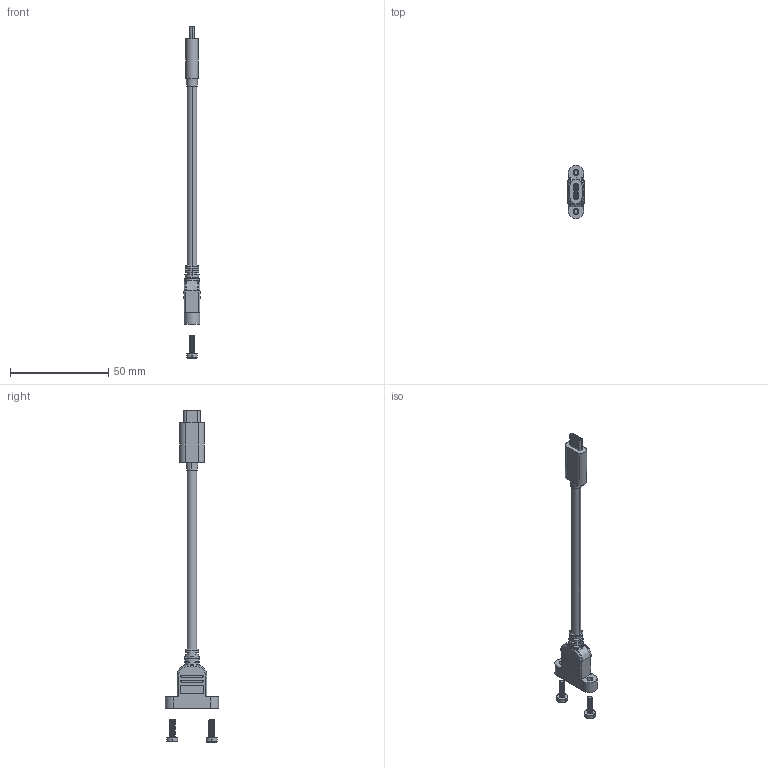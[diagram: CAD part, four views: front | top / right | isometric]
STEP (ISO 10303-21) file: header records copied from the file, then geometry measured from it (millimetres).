
FILE_DESCRIPTION (( 'STEP AP214' ), '1' );
FILE_NAME ('U3A00056.STEP', '2017-10-02T14:58:14', ( '' ), ( '' ), 'SwSTEP 2.0', 'SolidWorks 2014', '' );
FILE_SCHEMA (( 'AUTOMOTIVE_DESIGN' ));
Length unit declared in the file: millimetre
Products named in the file (11): 1AA05-099; 1AA05-099-MA4; 1AA05-099-MA3; 1AA05-099-MA2; 1AA05-099-MA1; U3A00056; 4-40 SCREW-U3A00056; 1AL08-363-PROD-U3A00056; USB.C M END OVERMOLD-MTN; USB.C F END PNL OVERMOLD-MTN_WITHOUT LOGO; 1AA05-124
Assembly tree (11 placements, depth 3):
  U3A00056
    1AA05-099
      1AA05-099-MA1
      1AA05-099-MA2
      1AA05-099-MA3
      1AA05-099-MA4
    1AA05-124
    USB.C F END PNL OVERMOLD-MTN_WITHOUT LOGO
    USB.C M END OVERMOLD-MTN
    1AL08-363-PROD-U3A00056
    4-40 SCREW-U3A00056  x2
Bounding box: 8.2 x 27 x 168.63 mm (x, y, z)
Volume: 6922.5 mm3; surface area: 7511.3 mm2
Topology: 13 solids, 13 shells, 2159 faces, 5925 edges, 3895 vertices
Faces by surface type: plane 1476, cylinder 508, bspline 129, torus 28, cone 18
Entity records: 77072 total; most frequent: CARTESIAN_POINT 20011, ORIENTED_EDGE 11254, DIRECTION 9931, EDGE_CURVE 5627, VECTOR 4385, LINE 4385, VERTEX_POINT 3697, AXIS2_PLACEMENT_3D 2773
